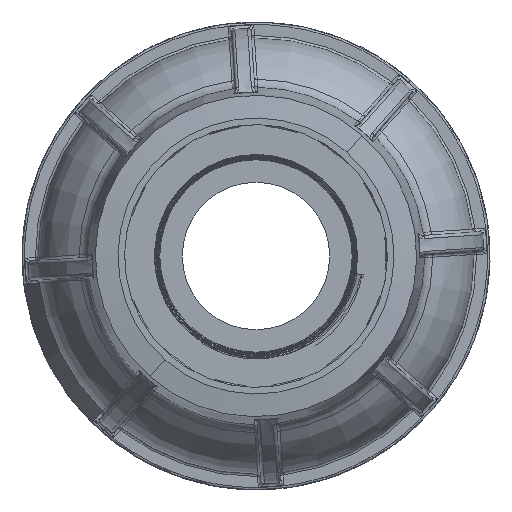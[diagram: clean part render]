
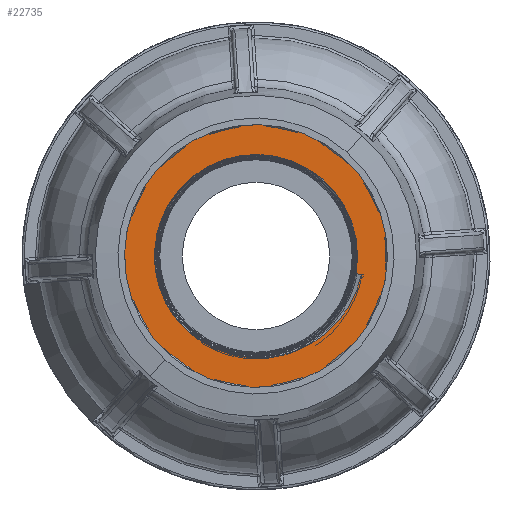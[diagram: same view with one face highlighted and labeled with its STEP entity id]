
A CAD part, left-side view. The second image highlights one B-rep face of the part: STEP entity #22735.
In plain terms, the highlighted planar face has unit normal (1, 0, 0).
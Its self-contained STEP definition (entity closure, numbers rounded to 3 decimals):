
#8699 = CARTESIAN_POINT ( 'NONE',  ( -20., -114.958, -2.899 ) ) ;
#8702 = CARTESIAN_POINT ( 'NONE',  ( -20., -104.975, -14.696 ) ) ;
#8714 = CARTESIAN_POINT ( 'NONE',  ( -20.001, -89.953, -13.325 ) ) ;
#8715 = CARTESIAN_POINT ( 'NONE',  ( -20., -114.113, -2.75 ) ) ;
#8787 = CARTESIAN_POINT ( 'NONE',  ( -20., -98.515, -25. ) ) ;
#8788 = CARTESIAN_POINT ( 'NONE',  ( -20., -98.515, 25. ) ) ;
#13444 = CIRCLE ( 'NONE', #13447, 15.838 ) ;
#13447 = AXIS2_PLACEMENT_3D ( 'NONE', #16469, #16470, #16471 ) ;
#13450 = CIRCLE ( 'NONE', #13454, 25. ) ;
#13453 = VECTOR ( 'NONE', #17278, 1000. ) ;
#13454 = AXIS2_PLACEMENT_3D ( 'NONE', #17295, #17296, #17297 ) ;
#13912 = ORIENTED_EDGE ( 'NONE', *, *, #15045, .F. ) ;
#13913 = ORIENTED_EDGE ( 'NONE', *, *, #15056, .F. ) ;
#13914 = ORIENTED_EDGE ( 'NONE', *, *, #15055, .T. ) ;
#13915 = ORIENTED_EDGE ( 'NONE', *, *, #15033, .T. ) ;
#13917 = ORIENTED_EDGE ( 'NONE', *, *, #15057, .T. ) ;
#13919 = ORIENTED_EDGE ( 'NONE', *, *, #22820, .T. ) ;
#15033 = EDGE_CURVE ( 'NONE', #30682, #30681, #13444, .T. ) ;
#15045 = EDGE_CURVE ( 'NONE', #30669, #30681, #35221, .T. ) ;
#15055 = EDGE_CURVE ( 'NONE', #30666, #30682, #38682, .T. ) ;
#15056 = EDGE_CURVE ( 'NONE', #30666, #30669, #35226, .T. ) ;
#15057 = EDGE_CURVE ( 'NONE', #30754, #30755, #13450, .T. ) ;
#16469 = CARTESIAN_POINT ( 'NONE',  ( -20., -98.515, 0. ) ) ;
#16470 = DIRECTION ( 'NONE',  ( -1., 0., 0. ) ) ;
#16471 = DIRECTION ( 'NONE',  ( 0., 0., -1. ) ) ;
#16516 = CARTESIAN_POINT ( 'NONE',  ( -20., -104.975, -14.696 ) ) ;
#16517 = CARTESIAN_POINT ( 'NONE',  ( -20., -104.361, -14.936 ) ) ;
#16518 = CARTESIAN_POINT ( 'NONE',  ( -20., -103.736, -15.145 ) ) ;
#16519 = CARTESIAN_POINT ( 'NONE',  ( -20., -102.469, -15.487 ) ) ;
#16520 = CARTESIAN_POINT ( 'NONE',  ( -20., -101.827, -15.622 ) ) ;
#16521 = CARTESIAN_POINT ( 'NONE',  ( -20., -100.524, -15.815 ) ) ;
#16522 = CARTESIAN_POINT ( 'NONE',  ( -20., -99.869, -15.873 ) ) ;
#16523 = CARTESIAN_POINT ( 'NONE',  ( -20., -98.556, -15.91 ) ) ;
#16524 = CARTESIAN_POINT ( 'NONE',  ( -20., -97.895, -15.889 ) ) ;
#16525 = CARTESIAN_POINT ( 'NONE',  ( -20., -95.945, -15.711 ) ) ;
#16526 = CARTESIAN_POINT ( 'NONE',  ( -20., -94.674, -15.439 ) ) ;
#16527 = CARTESIAN_POINT ( 'NONE',  ( -20., -93.124, -14.904 ) ) ;
#16528 = CARTESIAN_POINT ( 'NONE',  ( -20., -92.816, -14.787 ) ) ;
#16529 = CARTESIAN_POINT ( 'NONE',  ( -20., -92.209, -14.536 ) ) ;
#16530 = CARTESIAN_POINT ( 'NONE',  ( -20., -91.91, -14.402 ) ) ;
#16531 = CARTESIAN_POINT ( 'NONE',  ( -20., -91.044, -13.98 ) ) ;
#16532 = CARTESIAN_POINT ( 'NONE',  ( -20., -90.49, -13.67 ) ) ;
#16533 = CARTESIAN_POINT ( 'NONE',  ( -20.001, -89.953, -13.325 ) ) ;
#17277 = CARTESIAN_POINT ( 'NONE',  ( -20., -123.247, -4.361 ) ) ;
#17278 = DIRECTION ( 'NONE',  ( 0., 0.985, 0.174 ) ) ;
#17279 = CARTESIAN_POINT ( 'NONE',  ( -20., -114.958, -2.899 ) ) ;
#17280 = CARTESIAN_POINT ( 'NONE',  ( -20., -114.815, -3.56 ) ) ;
#17281 = CARTESIAN_POINT ( 'NONE',  ( -20., -114.631, -4.211 ) ) ;
#17282 = CARTESIAN_POINT ( 'NONE',  ( -20., -114.187, -5.487 ) ) ;
#17283 = CARTESIAN_POINT ( 'NONE',  ( -20., -113.927, -6.108 ) ) ;
#17284 = CARTESIAN_POINT ( 'NONE',  ( -20., -113.33, -7.319 ) ) ;
#17285 = CARTESIAN_POINT ( 'NONE',  ( -20., -112.995, -7.906 ) ) ;
#17286 = CARTESIAN_POINT ( 'NONE',  ( -20., -112.263, -9.024 ) ) ;
#17287 = CARTESIAN_POINT ( 'NONE',  ( -20., -111.864, -9.558 ) ) ;
#17288 = CARTESIAN_POINT ( 'NONE',  ( -20., -111.002, -10.577 ) ) ;
#17289 = CARTESIAN_POINT ( 'NONE',  ( -20., -110.538, -11.063 ) ) ;
#17290 = CARTESIAN_POINT ( 'NONE',  ( -20., -109.545, -11.979 ) ) ;
#17291 = CARTESIAN_POINT ( 'NONE',  ( -20., -109.026, -12.402 ) ) ;
#17292 = CARTESIAN_POINT ( 'NONE',  ( -20., -107.403, -13.565 ) ) ;
#17293 = CARTESIAN_POINT ( 'NONE',  ( -20., -106.234, -14.204 ) ) ;
#17294 = CARTESIAN_POINT ( 'NONE',  ( -20., -104.975, -14.696 ) ) ;
#17295 = CARTESIAN_POINT ( 'NONE',  ( -20., -98.515, 0. ) ) ;
#17296 = DIRECTION ( 'NONE',  ( 1., 0., 0. ) ) ;
#17297 = DIRECTION ( 'NONE',  ( 0., 0., -1. ) ) ;
#18695 = AXIS2_PLACEMENT_3D ( 'NONE', #36365, #36366, #36367 ) ;
#22735 = ADVANCED_FACE ( 'NONE', ( #39047, #39048 ), #36364, .F. ) ;
#22820 = EDGE_CURVE ( 'NONE', #30755, #30754, #36662, .T. ) ;
#30403 = EDGE_LOOP ( 'NONE', ( #13917, #13919 ) ) ;
#30404 = EDGE_LOOP ( 'NONE', ( #13913, #13914, #13915, #13912 ) ) ;
#30666 = VERTEX_POINT ( 'NONE', #8699 ) ;
#30669 = VERTEX_POINT ( 'NONE', #8702 ) ;
#30681 = VERTEX_POINT ( 'NONE', #8714 ) ;
#30682 = VERTEX_POINT ( 'NONE', #8715 ) ;
#30754 = VERTEX_POINT ( 'NONE', #8787 ) ;
#30755 = VERTEX_POINT ( 'NONE', #8788 ) ;
#35221 = B_SPLINE_CURVE_WITH_KNOTS ( 'NONE', 3,
 ( #16516, #16517, #16518, #16519, #16520, #16521, #16522, #16523, #16524, #16525, #16526, #16527, #16528, #16529, #16530, #16531, #16532, #16533 ),
 .UNSPECIFIED., .F., .F.,
 ( 4, 2, 2, 2, 2, 2, 2, 2, 4 ),
 ( 0., 0.002, 0.004, 0.006, 0.008, 0.012, 0.013, 0.014, 0.016 ),
 .UNSPECIFIED. ) ;
#35226 = B_SPLINE_CURVE_WITH_KNOTS ( 'NONE', 3,
 ( #17279, #17280, #17281, #17282, #17283, #17284, #17285, #17286, #17287, #17288, #17289, #17290, #17291, #17292, #17293, #17294 ),
 .UNSPECIFIED., .F., .F.,
 ( 4, 2, 2, 2, 2, 2, 2, 4 ),
 ( 0., 0.002, 0.004, 0.006, 0.008, 0.01, 0.012, 0.016 ),
 .UNSPECIFIED. ) ;
#36364 = PLANE ( 'NONE',  #18695 ) ;
#36365 = CARTESIAN_POINT ( 'NONE',  ( -20., -124.015, 0. ) ) ;
#36366 = DIRECTION ( 'NONE',  ( -1., 0., 0. ) ) ;
#36367 = DIRECTION ( 'NONE',  ( 0., 0., -1. ) ) ;
#36662 = CIRCLE ( 'NONE', #36663, 25. ) ;
#36663 = AXIS2_PLACEMENT_3D ( 'NONE', #37389, #37390, #37391 ) ;
#37389 = CARTESIAN_POINT ( 'NONE',  ( -20., -98.515, 0. ) ) ;
#37390 = DIRECTION ( 'NONE',  ( 1., 0., 0. ) ) ;
#37391 = DIRECTION ( 'NONE',  ( 0., 0., -1. ) ) ;
#38682 = LINE ( 'NONE', #17277, #13453 ) ;
#39047 = FACE_BOUND ( 'NONE', #30404, .T. ) ;
#39048 = FACE_OUTER_BOUND ( 'NONE', #30403, .T. ) ;
